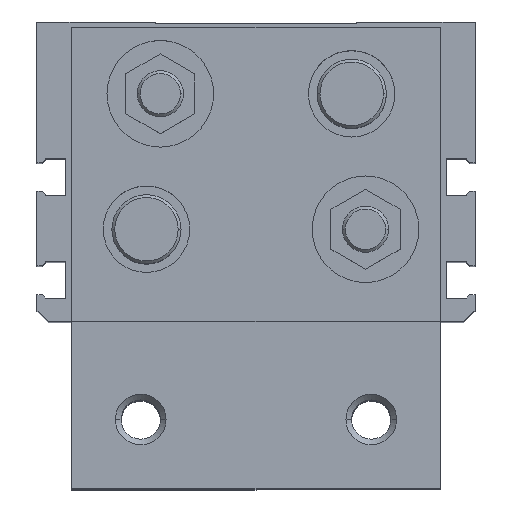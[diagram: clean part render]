
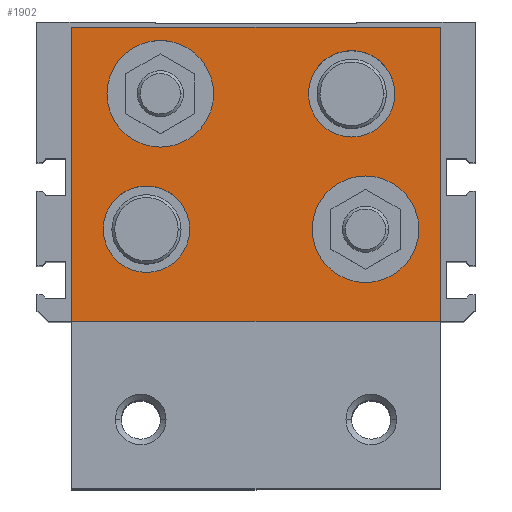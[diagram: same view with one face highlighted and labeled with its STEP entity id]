
A CAD part, top view. The second image highlights one B-rep face of the part: STEP entity #1902.
In plain terms, the highlighted planar face has unit normal (0, 0, 1).
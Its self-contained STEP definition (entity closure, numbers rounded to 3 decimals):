
#20 = CARTESIAN_POINT ( 'NONE',  ( 15.4, 39., 0. ) ) ;
#97 = DIRECTION ( 'NONE',  ( 0., -1., 0. ) ) ;
#100 = CARTESIAN_POINT ( 'NONE',  ( 48.6, 39., 0. ) ) ;
#105 = AXIS2_PLACEMENT_3D ( 'NONE', #4331, #1013, #1965 ) ;
#110 = CARTESIAN_POINT ( 'NONE',  ( 6.15, 39., 0. ) ) ;
#129 = EDGE_CURVE ( 'NONE', #2206, #4549, #258, .T. ) ;
#199 = DIRECTION ( 'NONE',  ( 1., 0., 0. ) ) ;
#243 = EDGE_CURVE ( 'NONE', #4997, #5084, #1037, .T. ) ;
#258 = CIRCLE ( 'NONE', #1530, 9.25 ) ;
#278 = CARTESIAN_POINT ( 'NONE',  ( 64., -0.5, 0. ) ) ;
#293 = ORIENTED_EDGE ( 'NONE', *, *, #505, .F. ) ;
#315 = CIRCLE ( 'NONE', #727, 7.5 ) ;
#450 = CARTESIAN_POINT ( 'NONE',  ( 15.4, 39., 0. ) ) ;
#505 = EDGE_CURVE ( 'NONE', #5215, #4538, #5705, .T. ) ;
#562 = DIRECTION ( 'NONE',  ( 1., 0., 0. ) ) ;
#589 = AXIS2_PLACEMENT_3D ( 'NONE', #5023, #2176, #5498 ) ;
#666 = CARTESIAN_POINT ( 'NONE',  ( 51., 15.5, 0. ) ) ;
#727 = AXIS2_PLACEMENT_3D ( 'NONE', #4283, #992, #5721 ) ;
#786 = ORIENTED_EDGE ( 'NONE', *, *, #5564, .F. ) ;
#823 = CIRCLE ( 'NONE', #5974, 9.25 ) ;
#913 = DIRECTION ( 'NONE',  ( 1., 0., 0. ) ) ;
#948 = DIRECTION ( 'NONE',  ( 0., 0., 1. ) ) ;
#950 = CARTESIAN_POINT ( 'NONE',  ( 64., 0., 0. ) ) ;
#992 = DIRECTION ( 'NONE',  ( 0., 0., 1. ) ) ;
#1013 = DIRECTION ( 'NONE',  ( 0., 0., 1. ) ) ;
#1037 = CIRCLE ( 'NONE', #4682, 7.5 ) ;
#1053 = VECTOR ( 'NONE', #2863, 1000. ) ;
#1131 = EDGE_CURVE ( 'NONE', #4341, #2555, #2962, .T. ) ;
#1177 = EDGE_CURVE ( 'NONE', #2555, #4341, #315, .T. ) ;
#1213 = EDGE_CURVE ( 'NONE', #5954, #4159, #3746, .T. ) ;
#1254 = VERTEX_POINT ( 'NONE', #4368 ) ;
#1306 = FACE_BOUND ( 'NONE', #1596, .T. ) ;
#1418 = CARTESIAN_POINT ( 'NONE',  ( 0., 50.5, 0. ) ) ;
#1427 = ORIENTED_EDGE ( 'NONE', *, *, #129, .F. ) ;
#1448 = LINE ( 'NONE', #5330, #3959 ) ;
#1455 = CARTESIAN_POINT ( 'NONE',  ( 51., 15.5, 0. ) ) ;
#1530 = AXIS2_PLACEMENT_3D ( 'NONE', #666, #3481, #199 ) ;
#1546 = DIRECTION ( 'NONE',  ( -1., 0., 0. ) ) ;
#1596 = EDGE_LOOP ( 'NONE', ( #2698, #4935 ) ) ;
#1636 = CARTESIAN_POINT ( 'NONE',  ( 20.5, 15.5, 0. ) ) ;
#1721 = EDGE_LOOP ( 'NONE', ( #5181, #293 ) ) ;
#1802 = ORIENTED_EDGE ( 'NONE', *, *, #5492, .F. ) ;
#1902 = ADVANCED_FACE ( 'NONE', ( #4779, #1306, #2430, #6061, #3535 ), #5794, .F. ) ;
#1925 = DIRECTION ( 'NONE',  ( 1., 0., 0. ) ) ;
#1965 = DIRECTION ( 'NONE',  ( 1., 0., 0. ) ) ;
#1999 = CIRCLE ( 'NONE', #589, 7.5 ) ;
#2176 = DIRECTION ( 'NONE',  ( 0., 0., 1. ) ) ;
#2206 = VERTEX_POINT ( 'NONE', #2412 ) ;
#2306 = LINE ( 'NONE', #950, #1053 ) ;
#2378 = DIRECTION ( 'NONE',  ( 1., 0., 0. ) ) ;
#2412 = CARTESIAN_POINT ( 'NONE',  ( 41.75, 15.5, 0. ) ) ;
#2430 = FACE_BOUND ( 'NONE', #1721, .T. ) ;
#2514 = VECTOR ( 'NONE', #97, 1000. ) ;
#2555 = VERTEX_POINT ( 'NONE', #2895 ) ;
#2681 = EDGE_CURVE ( 'NONE', #4797, #4159, #1448, .T. ) ;
#2698 = ORIENTED_EDGE ( 'NONE', *, *, #1131, .F. ) ;
#2766 = CARTESIAN_POINT ( 'NONE',  ( 41.1, 39., 0. ) ) ;
#2818 = VECTOR ( 'NONE', #5058, 1000. ) ;
#2863 = DIRECTION ( 'NONE',  ( 0., -1., 0. ) ) ;
#2895 = CARTESIAN_POINT ( 'NONE',  ( 5.5, 15.5, 0. ) ) ;
#2911 = ORIENTED_EDGE ( 'NONE', *, *, #4084, .F. ) ;
#2962 = CIRCLE ( 'NONE', #105, 7.5 ) ;
#3119 = LINE ( 'NONE', #4575, #2818 ) ;
#3135 = CIRCLE ( 'NONE', #5078, 9.25 ) ;
#3269 = CARTESIAN_POINT ( 'NONE',  ( 56.1, 39., 0. ) ) ;
#3334 = EDGE_LOOP ( 'NONE', ( #2911, #1427 ) ) ;
#3378 = CARTESIAN_POINT ( 'NONE',  ( 0., -0.5, 0. ) ) ;
#3379 = DIRECTION ( 'NONE',  ( 0., 0., 1. ) ) ;
#3411 = ORIENTED_EDGE ( 'NONE', *, *, #4462, .F. ) ;
#3422 = CARTESIAN_POINT ( 'NONE',  ( 64., 51., 0. ) ) ;
#3481 = DIRECTION ( 'NONE',  ( 0., 0., 1. ) ) ;
#3535 = FACE_OUTER_BOUND ( 'NONE', #4233, .T. ) ;
#3739 = DIRECTION ( 'NONE',  ( 0., 0., 1. ) ) ;
#3746 = LINE ( 'NONE', #5264, #2514 ) ;
#3839 = CARTESIAN_POINT ( 'NONE',  ( 60.25, 15.5, 0. ) ) ;
#3959 = VECTOR ( 'NONE', #5755, 1000. ) ;
#4084 = EDGE_CURVE ( 'NONE', #4549, #2206, #3135, .T. ) ;
#4159 = VERTEX_POINT ( 'NONE', #3378 ) ;
#4233 = EDGE_LOOP ( 'NONE', ( #786, #5294, #4381, #3411 ) ) ;
#4283 = CARTESIAN_POINT ( 'NONE',  ( 13., 15.5, 0. ) ) ;
#4331 = CARTESIAN_POINT ( 'NONE',  ( 13., 15.5, 0. ) ) ;
#4341 = VERTEX_POINT ( 'NONE', #1636 ) ;
#4368 = CARTESIAN_POINT ( 'NONE',  ( 64., 50.5, 0. ) ) ;
#4376 = DIRECTION ( 'NONE',  ( 0., 0., -1. ) ) ;
#4381 = ORIENTED_EDGE ( 'NONE', *, *, #2681, .F. ) ;
#4462 = EDGE_CURVE ( 'NONE', #1254, #4797, #2306, .T. ) ;
#4538 = VERTEX_POINT ( 'NONE', #4790 ) ;
#4549 = VERTEX_POINT ( 'NONE', #3839 ) ;
#4551 = EDGE_LOOP ( 'NONE', ( #1802, #5136 ) ) ;
#4575 = CARTESIAN_POINT ( 'NONE',  ( 0., 50.5, 0. ) ) ;
#4682 = AXIS2_PLACEMENT_3D ( 'NONE', #100, #3379, #562 ) ;
#4750 = DIRECTION ( 'NONE',  ( 0., 0., 1. ) ) ;
#4779 = FACE_BOUND ( 'NONE', #4551, .T. ) ;
#4790 = CARTESIAN_POINT ( 'NONE',  ( 24.65, 39., 0. ) ) ;
#4797 = VERTEX_POINT ( 'NONE', #278 ) ;
#4870 = AXIS2_PLACEMENT_3D ( 'NONE', #20, #948, #2378 ) ;
#4917 = AXIS2_PLACEMENT_3D ( 'NONE', #3422, #4376, #1546 ) ;
#4935 = ORIENTED_EDGE ( 'NONE', *, *, #1177, .F. ) ;
#4997 = VERTEX_POINT ( 'NONE', #2766 ) ;
#5023 = CARTESIAN_POINT ( 'NONE',  ( 48.6, 39., 0. ) ) ;
#5058 = DIRECTION ( 'NONE',  ( 1., 0., 0. ) ) ;
#5078 = AXIS2_PLACEMENT_3D ( 'NONE', #1455, #4750, #1925 ) ;
#5084 = VERTEX_POINT ( 'NONE', #3269 ) ;
#5136 = ORIENTED_EDGE ( 'NONE', *, *, #243, .F. ) ;
#5181 = ORIENTED_EDGE ( 'NONE', *, *, #5726, .F. ) ;
#5215 = VERTEX_POINT ( 'NONE', #110 ) ;
#5264 = CARTESIAN_POINT ( 'NONE',  ( 0., 0., 0. ) ) ;
#5294 = ORIENTED_EDGE ( 'NONE', *, *, #1213, .T. ) ;
#5330 = CARTESIAN_POINT ( 'NONE',  ( 64., -0.5, 0. ) ) ;
#5492 = EDGE_CURVE ( 'NONE', #5084, #4997, #1999, .T. ) ;
#5498 = DIRECTION ( 'NONE',  ( 1., 0., 0. ) ) ;
#5564 = EDGE_CURVE ( 'NONE', #5954, #1254, #3119, .T. ) ;
#5705 = CIRCLE ( 'NONE', #4870, 9.25 ) ;
#5721 = DIRECTION ( 'NONE',  ( 1., 0., 0. ) ) ;
#5726 = EDGE_CURVE ( 'NONE', #4538, #5215, #823, .T. ) ;
#5755 = DIRECTION ( 'NONE',  ( -1., 0., 0. ) ) ;
#5794 = PLANE ( 'NONE',  #4917 ) ;
#5954 = VERTEX_POINT ( 'NONE', #1418 ) ;
#5974 = AXIS2_PLACEMENT_3D ( 'NONE', #450, #3739, #913 ) ;
#6061 = FACE_BOUND ( 'NONE', #3334, .T. ) ;
